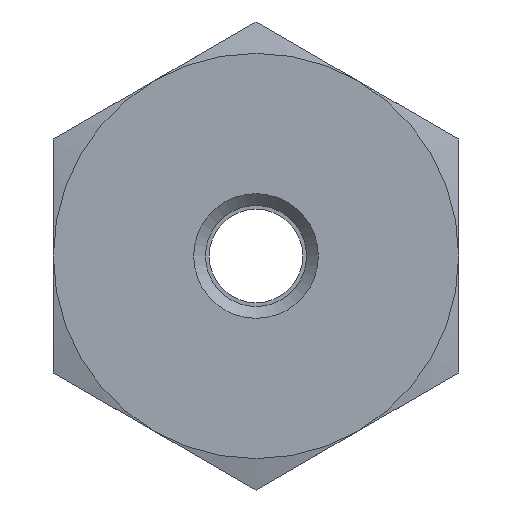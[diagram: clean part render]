
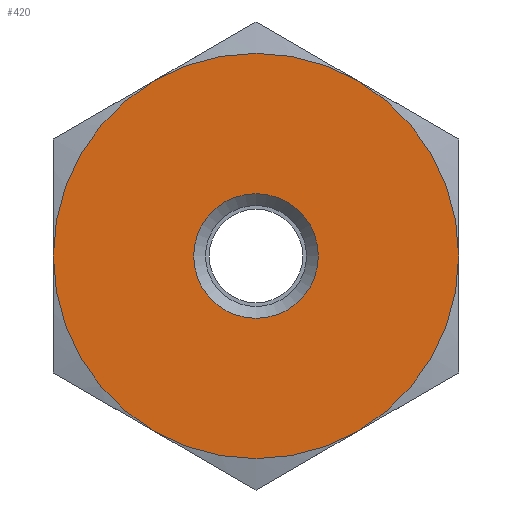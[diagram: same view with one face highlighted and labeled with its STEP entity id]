
A CAD part, front view. The second image highlights one B-rep face of the part: STEP entity #420.
In plain terms, the highlighted planar face has unit normal (0, -1, 0).
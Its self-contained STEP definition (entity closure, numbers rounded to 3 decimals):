
#43=PLANE('',#485);
#57=CIRCLE('',#460,6.5);
#58=CIRCLE('',#462,6.5);
#59=CIRCLE('',#464,6.5);
#60=CIRCLE('',#466,6.5);
#61=CIRCLE('',#468,6.5);
#62=CIRCLE('',#470,6.5);
#70=CIRCLE('',#486,2.);
#130=ORIENTED_EDGE('',*,*,#226,.F.);
#131=ORIENTED_EDGE('',*,*,#203,.T.);
#132=ORIENTED_EDGE('',*,*,#212,.T.);
#133=ORIENTED_EDGE('',*,*,#218,.T.);
#134=ORIENTED_EDGE('',*,*,#214,.T.);
#135=ORIENTED_EDGE('',*,*,#208,.T.);
#136=ORIENTED_EDGE('',*,*,#205,.T.);
#203=EDGE_CURVE('',#250,#251,#57,.T.);
#205=EDGE_CURVE('',#253,#250,#58,.T.);
#208=EDGE_CURVE('',#255,#253,#59,.T.);
#212=EDGE_CURVE('',#251,#257,#60,.T.);
#214=EDGE_CURVE('',#259,#255,#61,.T.);
#218=EDGE_CURVE('',#257,#259,#62,.T.);
#226=EDGE_CURVE('',#268,#268,#70,.T.);
#250=VERTEX_POINT('',#702);
#251=VERTEX_POINT('',#707);
#253=VERTEX_POINT('',#716);
#255=VERTEX_POINT('',#728);
#257=VERTEX_POINT('',#743);
#259=VERTEX_POINT('',#752);
#268=VERTEX_POINT('',#791);
#323=EDGE_LOOP('',(#130));
#324=EDGE_LOOP('',(#131,#132,#133,#134,#135,#136));
#367=FACE_BOUND('',#323,.T.);
#368=FACE_BOUND('',#324,.T.);
#420=ADVANCED_FACE('',(#367,#368),#43,.F.);
#460=AXIS2_PLACEMENT_3D('',#708,#531,#532);
#462=AXIS2_PLACEMENT_3D('',#715,#535,#536);
#464=AXIS2_PLACEMENT_3D('',#727,#539,#540);
#466=AXIS2_PLACEMENT_3D('',#744,#543,#544);
#468=AXIS2_PLACEMENT_3D('',#751,#547,#548);
#470=AXIS2_PLACEMENT_3D('',#767,#551,#552);
#485=AXIS2_PLACEMENT_3D('',#789,#581,#582);
#486=AXIS2_PLACEMENT_3D('',#790,#583,#584);
#531=DIRECTION('',(0.,-1.,0.));
#532=DIRECTION('',(0.,0.,-1.));
#535=DIRECTION('',(0.,-1.,0.));
#536=DIRECTION('',(0.,0.,-1.));
#539=DIRECTION('',(0.,-1.,0.));
#540=DIRECTION('',(0.,0.,-1.));
#543=DIRECTION('',(0.,-1.,0.));
#544=DIRECTION('',(0.,0.,-1.));
#547=DIRECTION('',(0.,-1.,0.));
#548=DIRECTION('',(0.,0.,-1.));
#551=DIRECTION('',(0.,-1.,0.));
#552=DIRECTION('',(0.,0.,-1.));
#581=DIRECTION('',(0.,1.,0.));
#582=DIRECTION('',(0.,0.,1.));
#583=DIRECTION('',(0.,-1.,0.));
#584=DIRECTION('',(0.,0.,-1.));
#702=CARTESIAN_POINT('',(3.25,0.,-5.629));
#707=CARTESIAN_POINT('',(6.5,0.,0.));
#708=CARTESIAN_POINT('',(0.,0.,0.));
#715=CARTESIAN_POINT('',(0.,0.,0.));
#716=CARTESIAN_POINT('',(-3.25,0.,-5.629));
#727=CARTESIAN_POINT('',(0.,0.,0.));
#728=CARTESIAN_POINT('',(-6.5,0.,0.));
#743=CARTESIAN_POINT('',(3.25,0.,5.629));
#744=CARTESIAN_POINT('',(0.,0.,0.));
#751=CARTESIAN_POINT('',(0.,0.,0.));
#752=CARTESIAN_POINT('',(-3.25,0.,5.629));
#767=CARTESIAN_POINT('',(0.,0.,0.));
#789=CARTESIAN_POINT('',(6.5,0.,0.));
#790=CARTESIAN_POINT('',(0.,0.,0.));
#791=CARTESIAN_POINT('',(0.,0.,-2.));
